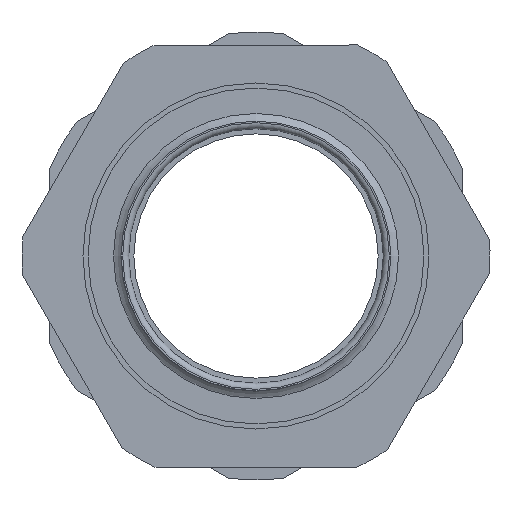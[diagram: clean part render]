
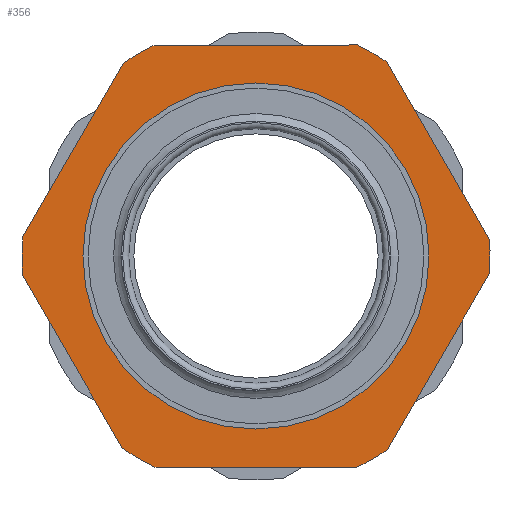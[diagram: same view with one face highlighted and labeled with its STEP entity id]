
A CAD part, front view. The second image highlights one B-rep face of the part: STEP entity #356.
In plain terms, the highlighted planar face has unit normal (0, -1, 0).
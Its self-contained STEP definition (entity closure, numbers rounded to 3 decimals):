
#356=ADVANCED_FACE('',(#1292,#1294),#1296,.T.);
#1292=FACE_BOUND('',#1293,.T.);
#1293=EDGE_LOOP('',(#2049,#2050,#2051,#2052,#2053,#2054,#2055,#2056,#2057,#2058,
#2059,#2060));
#1294=FACE_BOUND('',#1295,.T.);
#1295=EDGE_LOOP('',(#2061));
#1296=PLANE('',#1297);
#1297=AXIS2_PLACEMENT_3D('',#1298,#1299,#1300);
#1298=CARTESIAN_POINT('',(0.,-21.03,0.));
#1299=DIRECTION('',(0.,-1.,0.));
#1300=DIRECTION('',(-0.5,0.,0.866));
#2049=ORIENTED_EDGE('',*,*,#2485,.T.);
#2050=ORIENTED_EDGE('',*,*,#2468,.T.);
#2051=ORIENTED_EDGE('',*,*,#2486,.T.);
#2052=ORIENTED_EDGE('',*,*,#2482,.T.);
#2053=ORIENTED_EDGE('',*,*,#2487,.T.);
#2054=ORIENTED_EDGE('',*,*,#2478,.T.);
#2055=ORIENTED_EDGE('',*,*,#2488,.T.);
#2056=ORIENTED_EDGE('',*,*,#2474,.T.);
#2057=ORIENTED_EDGE('',*,*,#2489,.T.);
#2058=ORIENTED_EDGE('',*,*,#2470,.T.);
#2059=ORIENTED_EDGE('',*,*,#2490,.T.);
#2060=ORIENTED_EDGE('',*,*,#2462,.T.);
#2061=ORIENTED_EDGE('',*,*,#2491,.F.);
#2462=EDGE_CURVE('',#2736,#2734,#2737,.T.);
#2468=EDGE_CURVE('',#2741,#2746,#2748,.T.);
#2470=EDGE_CURVE('',#2752,#2750,#2753,.T.);
#2474=EDGE_CURVE('',#2760,#2758,#2761,.T.);
#2478=EDGE_CURVE('',#2768,#2766,#2769,.T.);
#2482=EDGE_CURVE('',#2776,#2774,#2777,.T.);
#2485=EDGE_CURVE('',#2734,#2741,#2781,.T.);
#2486=EDGE_CURVE('',#2746,#2776,#2782,.T.);
#2487=EDGE_CURVE('',#2774,#2768,#2783,.T.);
#2488=EDGE_CURVE('',#2766,#2760,#2784,.T.);
#2489=EDGE_CURVE('',#2758,#2752,#2785,.T.);
#2490=EDGE_CURVE('',#2750,#2736,#2786,.T.);
#2491=EDGE_CURVE('',#2787,#2787,#2788,.T.);
#2734=VERTEX_POINT('',#3262);
#2736=VERTEX_POINT('',#3266);
#2737=CIRCLE('',#3267,23.);
#2741=VERTEX_POINT('',#3279);
#2746=VERTEX_POINT('',#3289);
#2748=CIRCLE('',#3293,23.);
#2750=VERTEX_POINT('',#3298);
#2752=VERTEX_POINT('',#3302);
#2753=CIRCLE('',#3303,23.);
#2758=VERTEX_POINT('',#3316);
#2760=VERTEX_POINT('',#3320);
#2761=CIRCLE('',#3321,23.);
#2766=VERTEX_POINT('',#3334);
#2768=VERTEX_POINT('',#3338);
#2769=CIRCLE('',#3339,23.);
#2774=VERTEX_POINT('',#3352);
#2776=VERTEX_POINT('',#3356);
#2777=CIRCLE('',#3357,23.);
#2781=LINE('',#3369,#3370);
#2782=LINE('',#3372,#3373);
#2783=LINE('',#3375,#3376);
#2784=LINE('',#3378,#3379);
#2785=LINE('',#3381,#3382);
#2786=LINE('',#3384,#3385);
#2787=VERTEX_POINT('',#3387);
#2788=CIRCLE('',#3388,17.);
#3262=CARTESIAN_POINT('',(9.954,-21.03,20.734));
#3266=CARTESIAN_POINT('',(12.89,-21.03,19.048));
#3267=AXIS2_PLACEMENT_3D('',#3268,#3269,#3270);
#3268=CARTESIAN_POINT('',(0.,-21.03,0.));
#3269=DIRECTION('',(0.,-1.,0.));
#3270=DIRECTION('',(0.56,0.,0.828));
#3279=CARTESIAN_POINT('',(-10.019,-21.03,20.703));
#3289=CARTESIAN_POINT('',(-13.039,-21.03,18.947));
#3293=AXIS2_PLACEMENT_3D('',#3294,#3295,#3296);
#3294=CARTESIAN_POINT('',(0.,-21.03,0.));
#3295=DIRECTION('',(0.,-1.,0.));
#3296=DIRECTION('',(-0.436,0.,0.9));
#3298=CARTESIAN_POINT('',(22.942,-21.03,1.639));
#3302=CARTESIAN_POINT('',(22.934,-21.03,-1.747));
#3303=AXIS2_PLACEMENT_3D('',#3304,#3305,#3306);
#3304=CARTESIAN_POINT('',(0.,-21.03,0.));
#3305=DIRECTION('',(0.,-1.,0.));
#3306=DIRECTION('',(0.997,0.,-0.076));
#3316=CARTESIAN_POINT('',(12.92,-21.03,-19.028));
#3320=CARTESIAN_POINT('',(9.888,-21.03,-20.766));
#3321=AXIS2_PLACEMENT_3D('',#3322,#3323,#3324);
#3322=CARTESIAN_POINT('',(0.,-21.03,0.));
#3323=DIRECTION('',(0.,-1.,0.));
#3324=DIRECTION('',(0.43,0.,-0.903));
#3334=CARTESIAN_POINT('',(-9.824,-21.03,-20.796));
#3338=CARTESIAN_POINT('',(-13.129,-21.03,-18.884));
#3339=AXIS2_PLACEMENT_3D('',#3340,#3341,#3342);
#3340=CARTESIAN_POINT('',(0.,-21.03,0.));
#3341=DIRECTION('',(0.,-1.,0.));
#3342=DIRECTION('',(-0.571,0.,-0.821));
#3352=CARTESIAN_POINT('',(-22.919,-21.03,-1.928));
#3356=CARTESIAN_POINT('',(-22.922,-21.03,1.891));
#3357=AXIS2_PLACEMENT_3D('',#3358,#3359,#3360);
#3358=CARTESIAN_POINT('',(0.,-21.03,0.));
#3359=DIRECTION('',(0.,-1.,0.));
#3360=DIRECTION('',(-0.997,0.,0.082));
#3369=CARTESIAN_POINT('',(9.954,-21.03,20.734));
#3370=VECTOR('',#3371,1.);
#3371=DIRECTION('',(-1.,0.,-0.002));
#3372=CARTESIAN_POINT('',(-13.039,-21.03,18.947));
#3373=VECTOR('',#3374,1.);
#3374=DIRECTION('',(-0.501,0.,-0.865));
#3375=CARTESIAN_POINT('',(-22.919,-21.03,-1.928));
#3376=VECTOR('',#3377,1.);
#3377=DIRECTION('',(0.5,0.,-0.866));
#3378=CARTESIAN_POINT('',(-9.824,-21.03,-20.796));
#3379=VECTOR('',#3380,1.);
#3380=DIRECTION('',(1.,0.,0.002));
#3381=CARTESIAN_POINT('',(12.92,-21.03,-19.028));
#3382=VECTOR('',#3383,1.);
#3383=DIRECTION('',(0.501,0.,0.865));
#3384=CARTESIAN_POINT('',(22.942,-21.03,1.639));
#3385=VECTOR('',#3386,1.);
#3386=DIRECTION('',(-0.5,0.,0.866));
#3387=CARTESIAN_POINT('',(-8.5,-21.03,14.722));
#3388=AXIS2_PLACEMENT_3D('',#3389,#3390,#3391);
#3389=CARTESIAN_POINT('',(0.,-21.03,0.));
#3390=DIRECTION('',(0.,-1.,0.));
#3391=DIRECTION('',(-0.5,0.,0.866));
